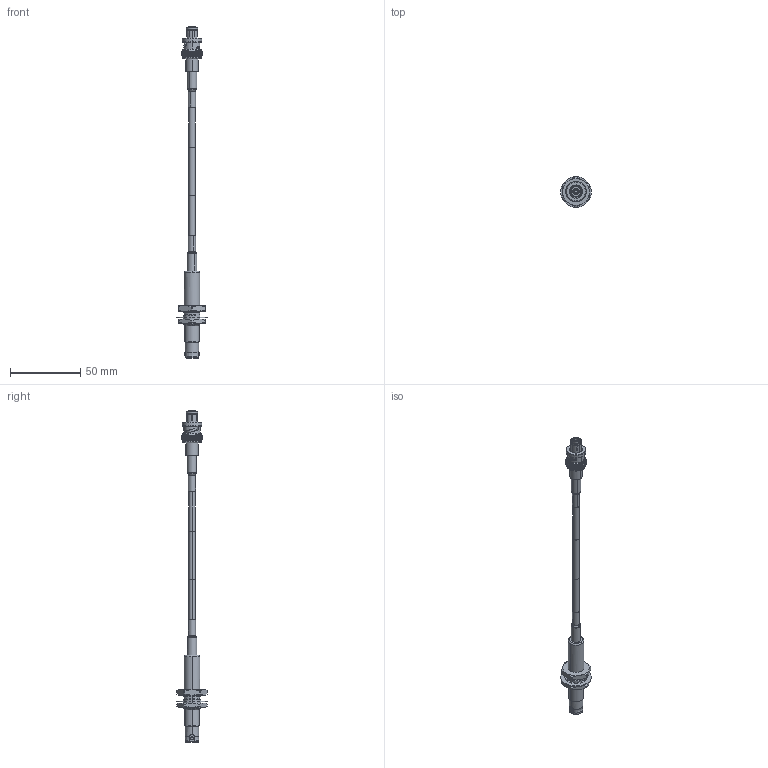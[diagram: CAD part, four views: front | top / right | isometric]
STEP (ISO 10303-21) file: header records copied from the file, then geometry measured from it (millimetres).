
FILE_DESCRIPTION (( 'STEP AP214' ), '1' );
FILE_NAME ('FMCA9780_3D.step', '2024-07-29T14:44:25', ( '' ), ( '' ), 'SwSTEP 2.0', 'SolidWorks 2022', '' );
FILE_SCHEMA (( 'AUTOMOTIVE_DESIGN' ));
Length unit declared in the file: inch
Products named in the file (11): FERRULE-230180FM_FERRULE-FM; FMCA9780_3D; PE45837; RG303／U_5 Inch Length with Lable; Heat Shrink^FMCA9780_1" Long; N8105AS-7; 10KV8501-4; FMCN1362-MA0; FMCN1362-MA2; FMCN45837; BNC8105-5
Assembly tree (11 placements, depth 3):
  FMCA9780_3D
    RG303／U_5 Inch Length with Lable
    FMCN45837
      PE45837
      BNC8105-5
      10KV8501-4
      N8105AS-7
    FMCN1362-MA0
    FMCN1362-MA2
    FERRULE-230180FM_FERRULE-FM
    Heat Shrink^FMCA9780_1" Long  x2
Bounding box: 22 x 22 x 236.3 mm (x, y, z)
Volume: 10754.9 mm3; surface area: 13340.1 mm2
Topology: 10 solids, 10 shells, 1394 faces, 3057 edges, 1705 vertices
Faces by surface type: bspline 607, cylinder 318, plane 279, cone 174, torus 16
Entity records: 45595 total; most frequent: CARTESIAN_POINT 21951, ORIENTED_EDGE 6026, DIRECTION 3392, EDGE_CURVE 3013, VERTEX_POINT 1681, AXIS2_PLACEMENT_3D 1437, EDGE_LOOP 1412, ADVANCED_FACE 1372
